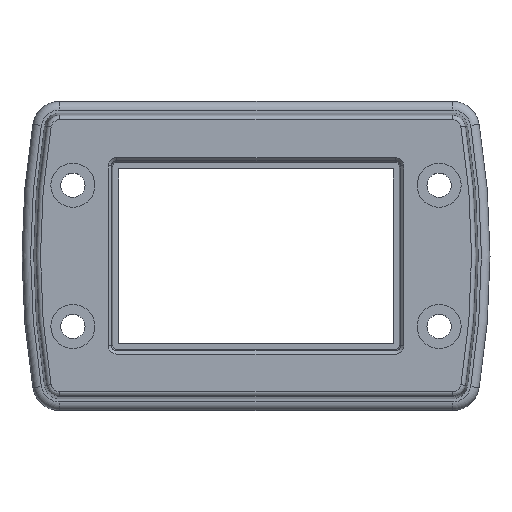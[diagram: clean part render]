
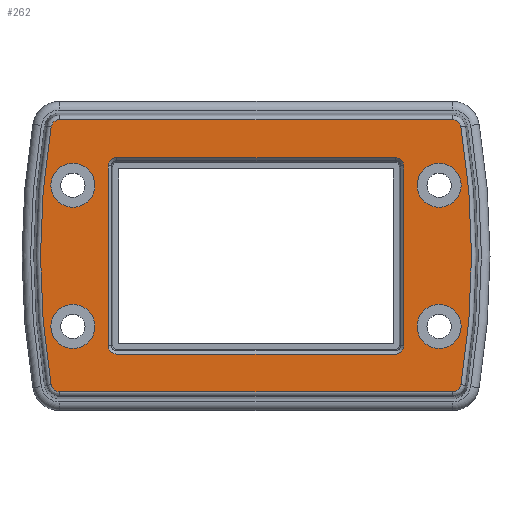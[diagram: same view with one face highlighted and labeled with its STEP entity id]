
A CAD part, top view. The second image highlights one B-rep face of the part: STEP entity #262.
In plain terms, the highlighted planar face has unit normal (0, 0, 1).
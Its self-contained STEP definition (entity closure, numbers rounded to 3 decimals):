
#80=B_SPLINE_CURVE_WITH_KNOTS('',3,(#3556,#3557,#3558,#3559,#3560,#3561),
 .UNSPECIFIED.,.F.,.F.,(4,2,4),(0.,0.5,1.),.UNSPECIFIED.);
#82=B_SPLINE_CURVE_WITH_KNOTS('',3,(#3713,#3714,#3715,#3716,#3717,#3718),
 .UNSPECIFIED.,.F.,.F.,(4,2,4),(0.,0.5,1.),.UNSPECIFIED.);
#84=B_SPLINE_CURVE_WITH_KNOTS('',3,(#3870,#3871,#3872,#3873,#3874,#3875),
 .UNSPECIFIED.,.F.,.F.,(4,2,4),(0.,0.5,1.),.UNSPECIFIED.);
#86=B_SPLINE_CURVE_WITH_KNOTS('',3,(#4027,#4028,#4029,#4030,#4031,#4032),
 .UNSPECIFIED.,.F.,.F.,(4,2,4),(0.,0.5,1.),.UNSPECIFIED.);
#123=FACE_BOUND('',#547,.T.);
#124=FACE_BOUND('',#548,.T.);
#125=FACE_BOUND('',#549,.T.);
#126=FACE_BOUND('',#550,.T.);
#127=FACE_BOUND('',#551,.T.);
#128=FACE_BOUND('',#552,.T.);
#170=PLANE('',#2354);
#262=ADVANCED_FACE('',(#123,#124,#125,#126,#127,#128),#170,.T.);
#547=EDGE_LOOP('',(#1094,#1095,#1096,#1097,#1098,#1099,#1100,#1101));
#548=EDGE_LOOP('',(#1102));
#549=EDGE_LOOP('',(#1103));
#550=EDGE_LOOP('',(#1104));
#551=EDGE_LOOP('',(#1105,#1106,#1107,#1108,#1109,#1110,#1111,#1112));
#552=EDGE_LOOP('',(#1113));
#699=CIRCLE('',#2333,178.85);
#705=CIRCLE('',#2343,178.85);
#707=CIRCLE('',#2346,5.);
#708=CIRCLE('',#2347,5.);
#709=CIRCLE('',#2348,5.);
#710=CIRCLE('',#2353,5.);
#755=ELLIPSE('',#2349,1.9,1.9);
#756=ELLIPSE('',#2350,1.9,1.9);
#757=ELLIPSE('',#2351,1.9,1.9);
#758=ELLIPSE('',#2352,1.9,1.9);
#1094=ORIENTED_EDGE('',*,*,#1769,.F.);
#1095=ORIENTED_EDGE('',*,*,#1795,.F.);
#1096=ORIENTED_EDGE('',*,*,#1793,.F.);
#1097=ORIENTED_EDGE('',*,*,#1787,.F.);
#1098=ORIENTED_EDGE('',*,*,#1785,.F.);
#1099=ORIENTED_EDGE('',*,*,#1779,.F.);
#1100=ORIENTED_EDGE('',*,*,#1777,.F.);
#1101=ORIENTED_EDGE('',*,*,#1771,.F.);
#1102=ORIENTED_EDGE('',*,*,#1797,.F.);
#1103=ORIENTED_EDGE('',*,*,#1798,.F.);
#1104=ORIENTED_EDGE('',*,*,#1799,.F.);
#1105=ORIENTED_EDGE('',*,*,#1800,.T.);
#1106=ORIENTED_EDGE('',*,*,#1801,.T.);
#1107=ORIENTED_EDGE('',*,*,#1802,.T.);
#1108=ORIENTED_EDGE('',*,*,#1803,.T.);
#1109=ORIENTED_EDGE('',*,*,#1804,.T.);
#1110=ORIENTED_EDGE('',*,*,#1805,.T.);
#1111=ORIENTED_EDGE('',*,*,#1806,.T.);
#1112=ORIENTED_EDGE('',*,*,#1807,.T.);
#1113=ORIENTED_EDGE('',*,*,#1808,.F.);
#1524=VERTEX_POINT('',#3551);
#1525=VERTEX_POINT('',#3553);
#1526=VERTEX_POINT('',#3562);
#1529=VERTEX_POINT('',#3710);
#1530=VERTEX_POINT('',#3719);
#1533=VERTEX_POINT('',#3867);
#1534=VERTEX_POINT('',#3876);
#1537=VERTEX_POINT('',#4024);
#1538=VERTEX_POINT('',#4173);
#1539=VERTEX_POINT('',#4175);
#1540=VERTEX_POINT('',#4177);
#1541=VERTEX_POINT('',#4179);
#1542=VERTEX_POINT('',#4180);
#1543=VERTEX_POINT('',#4182);
#1544=VERTEX_POINT('',#4184);
#1545=VERTEX_POINT('',#4186);
#1546=VERTEX_POINT('',#4188);
#1547=VERTEX_POINT('',#4190);
#1548=VERTEX_POINT('',#4192);
#1549=VERTEX_POINT('',#4195);
#1769=EDGE_CURVE('',#1524,#1525,#1987,.T.);
#1771=EDGE_CURVE('',#1525,#1526,#80,.T.);
#1777=EDGE_CURVE('',#1526,#1529,#699,.T.);
#1779=EDGE_CURVE('',#1529,#1530,#82,.T.);
#1785=EDGE_CURVE('',#1530,#1533,#1993,.T.);
#1787=EDGE_CURVE('',#1533,#1534,#84,.T.);
#1793=EDGE_CURVE('',#1534,#1537,#705,.T.);
#1795=EDGE_CURVE('',#1537,#1524,#86,.T.);
#1797=EDGE_CURVE('',#1538,#1538,#707,.T.);
#1798=EDGE_CURVE('',#1539,#1539,#708,.T.);
#1799=EDGE_CURVE('',#1540,#1540,#709,.T.);
#1800=EDGE_CURVE('',#1541,#1542,#1996,.T.);
#1801=EDGE_CURVE('',#1542,#1543,#755,.T.);
#1802=EDGE_CURVE('',#1543,#1544,#1997,.T.);
#1803=EDGE_CURVE('',#1544,#1545,#756,.T.);
#1804=EDGE_CURVE('',#1545,#1546,#1998,.T.);
#1805=EDGE_CURVE('',#1546,#1547,#757,.T.);
#1806=EDGE_CURVE('',#1547,#1548,#1999,.T.);
#1807=EDGE_CURVE('',#1548,#1541,#758,.T.);
#1808=EDGE_CURVE('',#1549,#1549,#710,.T.);
#1987=LINE('',#3552,#2143);
#1993=LINE('',#3866,#2149);
#1996=LINE('',#4178,#2152);
#1997=LINE('',#4183,#2153);
#1998=LINE('',#4187,#2154);
#1999=LINE('',#4191,#2155);
#2143=VECTOR('',#2773,1.);
#2149=VECTOR('',#2799,1.);
#2152=VECTOR('',#2824,1.);
#2153=VECTOR('',#2827,1.);
#2154=VECTOR('',#2830,1.);
#2155=VECTOR('',#2833,1.);
#2333=AXIS2_PLACEMENT_3D('',#3709,#2786,#2787);
#2343=AXIS2_PLACEMENT_3D('',#4023,#2812,#2813);
#2346=AXIS2_PLACEMENT_3D('',#4172,#2818,#2819);
#2347=AXIS2_PLACEMENT_3D('',#4174,#2820,#2821);
#2348=AXIS2_PLACEMENT_3D('',#4176,#2822,#2823);
#2349=AXIS2_PLACEMENT_3D('',#4181,#2825,#2826);
#2350=AXIS2_PLACEMENT_3D('',#4185,#2828,#2829);
#2351=AXIS2_PLACEMENT_3D('',#4189,#2831,#2832);
#2352=AXIS2_PLACEMENT_3D('',#4193,#2834,#2835);
#2353=AXIS2_PLACEMENT_3D('',#4194,#2836,#2837);
#2354=AXIS2_PLACEMENT_3D('',#4196,#2838,#2839);
#2773=DIRECTION('',(1.,0.,0.));
#2786=DIRECTION('',(0.,0.,-1.));
#2787=DIRECTION('',(0.987,0.163,0.));
#2799=DIRECTION('',(-1.,0.,0.));
#2812=DIRECTION('',(0.,0.,-1.));
#2813=DIRECTION('',(-0.987,-0.163,0.));
#2818=DIRECTION('',(0.,0.,1.));
#2819=DIRECTION('',(-1.,0.,0.));
#2820=DIRECTION('',(0.,0.,1.));
#2821=DIRECTION('',(-1.,0.,0.));
#2822=DIRECTION('',(0.,0.,1.));
#2823=DIRECTION('',(-1.,0.,0.));
#2824=DIRECTION('',(0.,-1.,0.));
#2825=DIRECTION('',(0.,0.,-1.));
#2826=DIRECTION('',(-0.707,0.707,0.));
#2827=DIRECTION('',(-1.,0.,0.));
#2828=DIRECTION('',(0.,0.,-1.));
#2829=DIRECTION('',(0.707,0.707,0.));
#2830=DIRECTION('',(0.,1.,0.));
#2831=DIRECTION('',(0.,0.,-1.));
#2832=DIRECTION('',(0.707,-0.707,0.));
#2833=DIRECTION('',(1.,0.,0.));
#2834=DIRECTION('',(0.,0.,-1.));
#2835=DIRECTION('',(-0.707,-0.707,0.));
#2836=DIRECTION('',(0.,0.,1.));
#2837=DIRECTION('',(-1.,0.,0.));
#2838=DIRECTION('',(0.,0.,1.));
#2839=DIRECTION('',(0.,-1.,0.));
#3551=CARTESIAN_POINT('',(-55.759,30.85,19.6));
#3552=CARTESIAN_POINT('',(-55.759,30.85,19.6));
#3553=CARTESIAN_POINT('',(33.259,30.85,19.6));
#3556=CARTESIAN_POINT('',(33.259,30.85,19.6));
#3557=CARTESIAN_POINT('',(33.724,30.85,19.6));
#3558=CARTESIAN_POINT('',(34.176,30.685,19.6));
#3559=CARTESIAN_POINT('',(34.886,30.083,19.6));
#3560=CARTESIAN_POINT('',(35.124,29.663,19.6));
#3561=CARTESIAN_POINT('',(35.2,29.204,19.6));
#3562=CARTESIAN_POINT('',(35.2,29.204,19.6));
#3709=CARTESIAN_POINT('',(-141.25,0.,19.6));
#3710=CARTESIAN_POINT('',(35.2,-29.204,19.6));
#3713=CARTESIAN_POINT('',(35.2,-29.204,19.6));
#3714=CARTESIAN_POINT('',(35.124,-29.663,19.6));
#3715=CARTESIAN_POINT('',(34.887,-30.082,19.6));
#3716=CARTESIAN_POINT('',(34.177,-30.684,19.6));
#3717=CARTESIAN_POINT('',(33.724,-30.85,19.6));
#3718=CARTESIAN_POINT('',(33.259,-30.85,19.6));
#3719=CARTESIAN_POINT('',(33.259,-30.85,19.6));
#3866=CARTESIAN_POINT('',(33.259,-30.85,19.6));
#3867=CARTESIAN_POINT('',(-55.759,-30.85,19.6));
#3870=CARTESIAN_POINT('',(-55.759,-30.85,19.6));
#3871=CARTESIAN_POINT('',(-56.224,-30.85,19.6));
#3872=CARTESIAN_POINT('',(-56.676,-30.685,19.6));
#3873=CARTESIAN_POINT('',(-57.386,-30.083,19.6));
#3874=CARTESIAN_POINT('',(-57.624,-29.663,19.6));
#3875=CARTESIAN_POINT('',(-57.7,-29.204,19.6));
#3876=CARTESIAN_POINT('',(-57.7,-29.204,19.6));
#4023=CARTESIAN_POINT('',(118.75,0.,19.6));
#4024=CARTESIAN_POINT('',(-57.7,29.204,19.6));
#4027=CARTESIAN_POINT('',(-57.7,29.204,19.6));
#4028=CARTESIAN_POINT('',(-57.624,29.663,19.6));
#4029=CARTESIAN_POINT('',(-57.387,30.082,19.6));
#4030=CARTESIAN_POINT('',(-56.677,30.684,19.6));
#4031=CARTESIAN_POINT('',(-56.224,30.85,19.6));
#4032=CARTESIAN_POINT('',(-55.759,30.85,19.6));
#4172=CARTESIAN_POINT('',(30.25,-16.,19.6));
#4173=CARTESIAN_POINT('',(25.25,-16.,19.6));
#4174=CARTESIAN_POINT('',(-52.75,16.,19.6));
#4175=CARTESIAN_POINT('',(-57.75,16.,19.6));
#4176=CARTESIAN_POINT('',(-52.75,-16.,19.6));
#4177=CARTESIAN_POINT('',(-57.75,-16.,19.6));
#4178=CARTESIAN_POINT('',(22.267,20.368,19.6));
#4179=CARTESIAN_POINT('',(22.267,20.368,19.6));
#4180=CARTESIAN_POINT('',(22.267,-20.368,19.6));
#4181=CARTESIAN_POINT('',(20.367,-20.367,19.6));
#4182=CARTESIAN_POINT('',(20.368,-22.267,19.6));
#4183=CARTESIAN_POINT('',(20.368,-22.267,19.6));
#4184=CARTESIAN_POINT('',(-42.868,-22.267,19.6));
#4185=CARTESIAN_POINT('',(-42.867,-20.367,19.6));
#4186=CARTESIAN_POINT('',(-44.767,-20.368,19.6));
#4187=CARTESIAN_POINT('',(-44.767,-20.368,19.6));
#4188=CARTESIAN_POINT('',(-44.767,20.368,19.6));
#4189=CARTESIAN_POINT('',(-42.867,20.367,19.6));
#4190=CARTESIAN_POINT('',(-42.868,22.267,19.6));
#4191=CARTESIAN_POINT('',(-42.868,22.267,19.6));
#4192=CARTESIAN_POINT('',(20.368,22.267,19.6));
#4193=CARTESIAN_POINT('',(20.367,20.367,19.6));
#4194=CARTESIAN_POINT('',(30.25,16.,19.6));
#4195=CARTESIAN_POINT('',(25.25,16.,19.6));
#4196=CARTESIAN_POINT('',(33.259,29.333,19.6));
